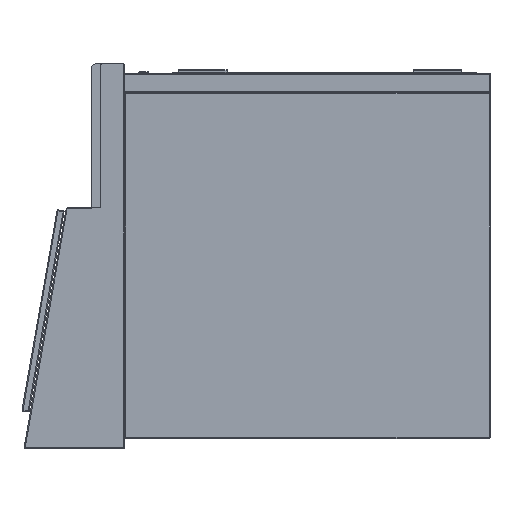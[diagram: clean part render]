
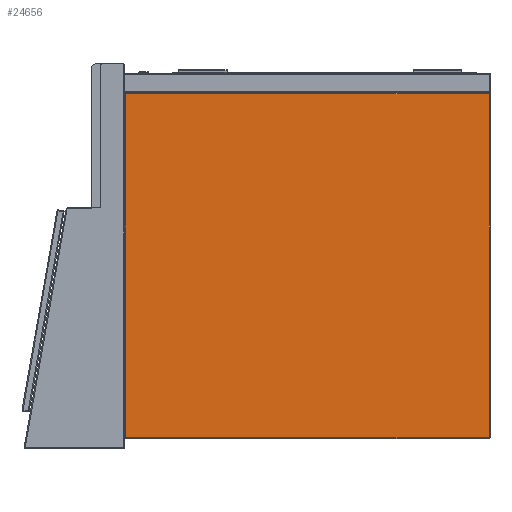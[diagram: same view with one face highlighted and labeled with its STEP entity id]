
A CAD part, left-side view. The second image highlights one B-rep face of the part: STEP entity #24656.
In plain terms, the highlighted planar face has unit normal (-1, 0, 0).
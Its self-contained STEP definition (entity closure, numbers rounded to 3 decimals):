
#3472 = DIRECTION ( 'NONE',  ( 0., -1., 0. ) ) ;
#4369 = VECTOR ( 'NONE', #6783, 1000. ) ;
#4743 = CARTESIAN_POINT ( 'NONE',  ( -880., 378., -758. ) ) ;
#4752 = EDGE_CURVE ( 'NONE', #13054, #31110, #9948, .T. ) ;
#5582 = ORIENTED_EDGE ( 'NONE', *, *, #30101, .T. ) ;
#6292 = CARTESIAN_POINT ( 'NONE',  ( -880., 378., -760. ) ) ;
#6783 = DIRECTION ( 'NONE',  ( 0., 1., 0. ) ) ;
#6972 = DIRECTION ( 'NONE',  ( 0., 0., 1. ) ) ;
#9948 = LINE ( 'NONE', #35616, #4369 ) ;
#10494 = EDGE_CURVE ( 'NONE', #34987, #41392, #13851, .T. ) ;
#12040 = ORIENTED_EDGE ( 'NONE', *, *, #4752, .T. ) ;
#13029 = CARTESIAN_POINT ( 'NONE',  ( -880., -378., -42. ) ) ;
#13054 = VERTEX_POINT ( 'NONE', #13029 ) ;
#13075 = LINE ( 'NONE', #20020, #29165 ) ;
#13577 = PLANE ( 'NONE',  #28639 ) ;
#13851 = LINE ( 'NONE', #36157, #34270 ) ;
#16271 = VECTOR ( 'NONE', #19568, 1000. ) ;
#17147 = DIRECTION ( 'NONE',  ( -1., 0., 0. ) ) ;
#19568 = DIRECTION ( 'NONE',  ( 0., 0., -1. ) ) ;
#20020 = CARTESIAN_POINT ( 'NONE',  ( -880., -378., -760. ) ) ;
#22847 = CARTESIAN_POINT ( 'NONE',  ( -880., -380., -760. ) ) ;
#24656 = ADVANCED_FACE ( 'Fl�che7', ( #26208 ), #13577, .T. ) ;
#25706 = CARTESIAN_POINT ( 'NONE',  ( -880., -378., -758. ) ) ;
#26208 = FACE_OUTER_BOUND ( 'NONE', #32813, .T. ) ;
#28639 = AXIS2_PLACEMENT_3D ( 'NONE', #22847, #17147, #3472 ) ;
#29165 = VECTOR ( 'NONE', #6972, 1000. ) ;
#30101 = EDGE_CURVE ( 'NONE', #31110, #34987, #35130, .T. ) ;
#31110 = VERTEX_POINT ( 'NONE', #31188 ) ;
#31188 = CARTESIAN_POINT ( 'NONE',  ( -880., 378., -42. ) ) ;
#32227 = EDGE_CURVE ( 'NONE', #41392, #13054, #13075, .T. ) ;
#32564 = ORIENTED_EDGE ( 'NONE', *, *, #32227, .T. ) ;
#32813 = EDGE_LOOP ( 'NONE', ( #32564, #12040, #5582, #35484 ) ) ;
#32980 = DIRECTION ( 'NONE',  ( 0., -1., 0. ) ) ;
#34270 = VECTOR ( 'NONE', #32980, 1000. ) ;
#34987 = VERTEX_POINT ( 'NONE', #4743 ) ;
#35130 = LINE ( 'NONE', #6292, #16271 ) ;
#35484 = ORIENTED_EDGE ( 'NONE', *, *, #10494, .T. ) ;
#35616 = CARTESIAN_POINT ( 'NONE',  ( -880., 380., -42. ) ) ;
#36157 = CARTESIAN_POINT ( 'NONE',  ( -880., -380., -758. ) ) ;
#41392 = VERTEX_POINT ( 'NONE', #25706 ) ;
